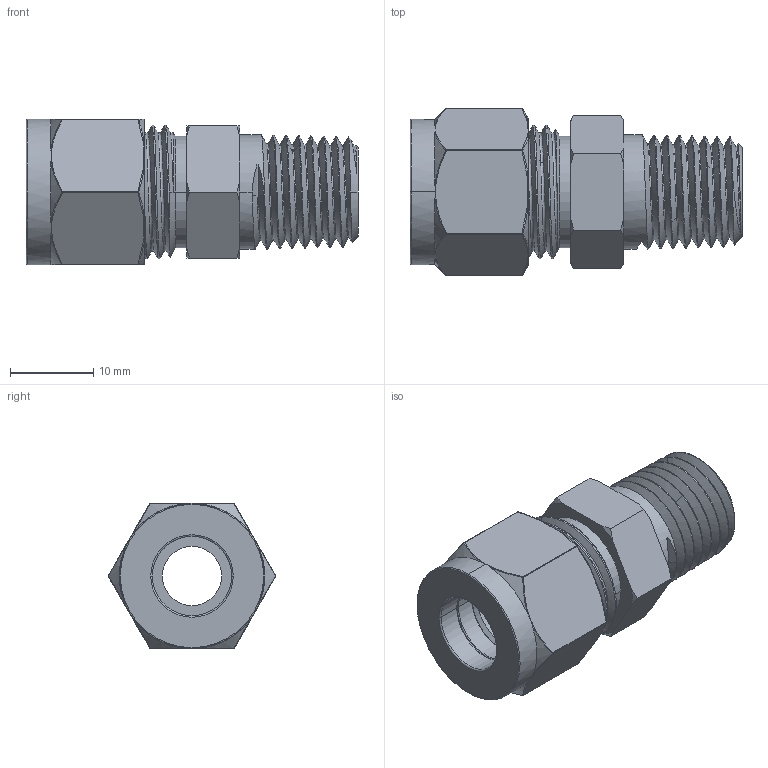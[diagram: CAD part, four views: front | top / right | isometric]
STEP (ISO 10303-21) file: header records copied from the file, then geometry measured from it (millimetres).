
FILE_DESCRIPTION((''),'2;1');
FILE_NAME('001_CMC-N_MALE_CONECTOR_ASM','2025-06-25T15:26:37',('Administrator'),(''),'CREO PARAMETRIC BY PTC INC, 2020414','CREO PARAMETRIC BY PTC INC, 2020414','');
FILE_SCHEMA(('AUTOMOTIVE_DESIGN { 1 0 10303 214 1 1 1 1 }'));
Length unit declared in the file: millimetre
Products named in the file (5): DIN2353-TUBE_CRTM; DIN2353_TUBE_CRTM_NUT; BACK_FERRULE_CRTM; FRONT_FERRULE_CRTM; 001_CMC-N_MALE_CONECTOR_ASM
Assembly tree (4 placements, depth 2):
  001_CMC-N_MALE_CONECTOR_ASM
    DIN2353-TUBE_CRTM
    DIN2353_TUBE_CRTM_NUT
    BACK_FERRULE_CRTM
    FRONT_FERRULE_CRTM
Bounding box: 39.87 x 20.12 x 17.46 mm (x, y, z)
Volume: 5314.5 mm3; surface area: 5927.6 mm2
Topology: 4 solids, 4 shells, 241 faces, 575 edges, 380 vertices
Faces by surface type: cone 58, cylinder 55, bspline 48, torus 30, plane 26, sphere 24
Entity records: 25106 total; most frequent: CARTESIAN_POINT 18806, ORIENTED_EDGE 1108, DIRECTION 1008, EDGE_CURVE 554, AXIS2_PLACEMENT_3D 426, VERTEX_POINT 324, EDGE_LOOP 252, PRESENTATION_STYLE_ASSIGNMENT 247
